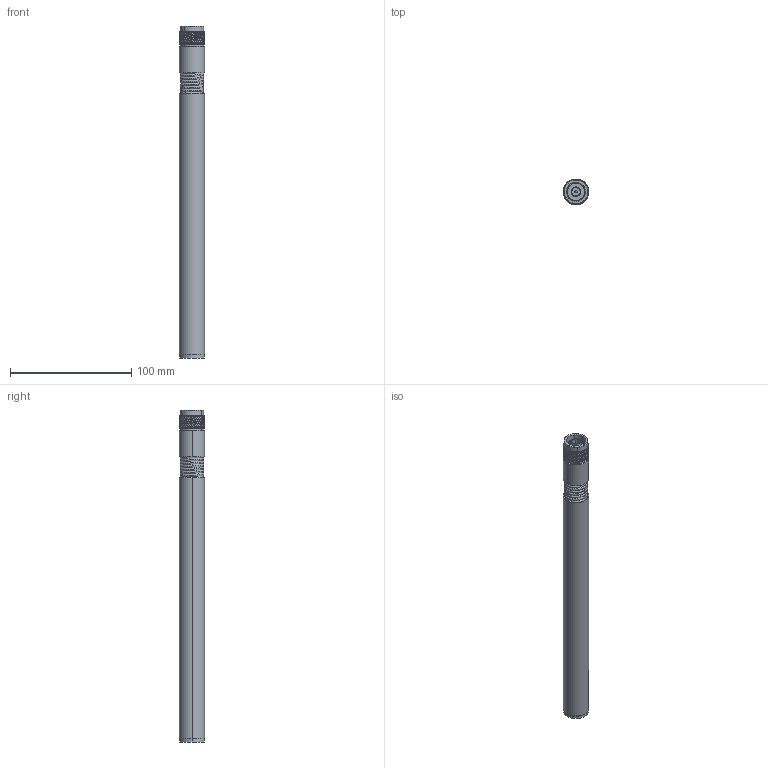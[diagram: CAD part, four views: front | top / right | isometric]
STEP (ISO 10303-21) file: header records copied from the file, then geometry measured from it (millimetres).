
FILE_DESCRIPTION (( 'STEP AP214' ), '1' );
FILE_NAME ('FM51125A_3D.step', '2023-01-20T21:46:19', ( '' ), ( '' ), 'SwSTEP 2.0', 'SolidWorks 2022', '' );
FILE_SCHEMA (( 'AUTOMOTIVE_DESIGN' ));
Length unit declared in the file: inch
Products named in the file (3): FM51125A; FMCN1813; FM51125A_3D
Assembly tree (2 placements, depth 2):
  FM51125A_3D
    FM51125A
    FMCN1813
Bounding box: 21 x 21 x 274.22 mm (x, y, z)
Volume: 91720.8 mm3; surface area: 22617.2 mm2
Topology: 3 solids, 3 shells, 1013 faces, 2975 edges, 1979 vertices
Faces by surface type: bspline 637, cylinder 275, plane 53, cone 42, torus 6
Entity records: 52817 total; most frequent: CARTESIAN_POINT 34754, ORIENTED_EDGE 5950, EDGE_CURVE 2975, VERTEX_POINT 1979, B_SPLINE_CURVE_WITH_KNOTS 1411, DIRECTION 1160, EDGE_LOOP 1026, FACE_OUTER_BOUND 1013
